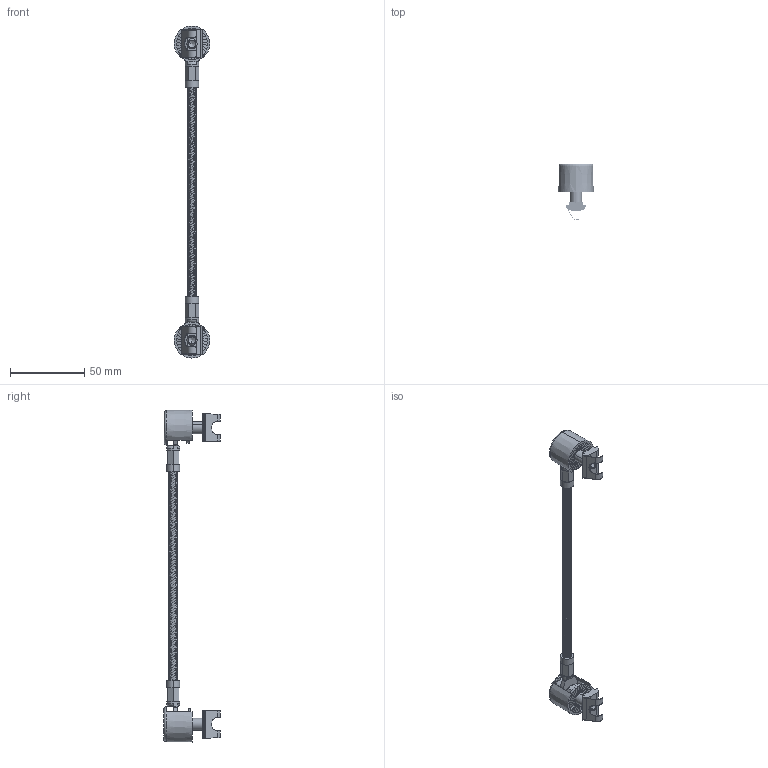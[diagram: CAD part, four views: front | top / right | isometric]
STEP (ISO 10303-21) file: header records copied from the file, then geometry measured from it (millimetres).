
FILE_DESCRIPTION (( 'STEP AP214' ), '1' );
FILE_NAME ('093099S02.STEP', '2015-11-24T12:50:16', ( '' ), ( '' ), 'SwSTEP 2.0', 'SolidWorks 2015', '' );
FILE_SCHEMA (( 'AUTOMOTIVE_DESIGN' ));
Length unit declared in the file: millimetre
Products named in the file (10): 4din6923m08_4DIN6923M08MS01; 4din6798ad0815m_DIN 6798-A8.4; 093099S02; 096165fs01_096168F; 093099r02_093099r02; 093099r021; 093099r022; 093099r01; Hexagon nut ISO 4035 M8_Hexagon Thin Nut ISO 4035; 4DIN916M08030M_DIN 916 - M8 x 30-C
Assembly tree (16 placements, depth 3):
  093099S02
    4din6798ad0815m_DIN 6798-A8.4  x2
    4din6923m08_4DIN6923M08MS01  x2
    4DIN916M08030M_DIN 916 - M8 x 30-C  x2
    Hexagon nut ISO 4035 M8_Hexagon Thin Nut ISO 4035  x2
    093099r01  x2
    093099r02_093099r02
      093099r022
      093099r021  x2
    096165fs01_096168F  x2
Bounding box: 23.94 x 38 x 224 mm (x, y, z)
Volume: 19985.1 mm3; surface area: 29508.8 mm2
Topology: 49 solids, 49 shells, 872 faces, 2170 edges, 1342 vertices
Faces by surface type: plane 478, bspline 140, cylinder 102, cone 88, torus 60, sphere 4
Entity records: 108026 total; most frequent: CARTESIAN_POINT 96772, ORIENTED_EDGE 2320, DIRECTION 1890, EDGE_CURVE 1160, VERTEX_POINT 741, AXIS2_PLACEMENT_3D 711, EDGE_LOOP 519, ADVANCED_FACE 506
